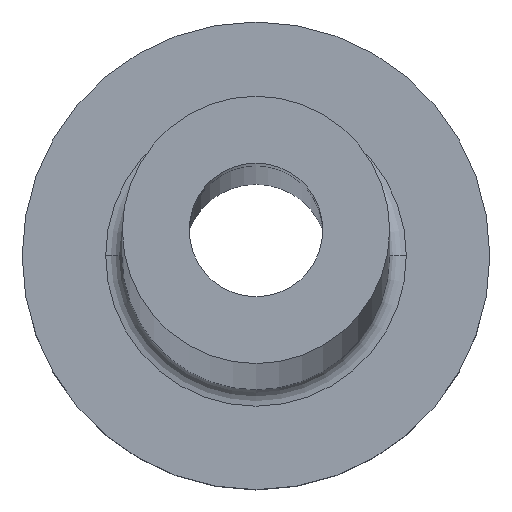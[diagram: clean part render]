
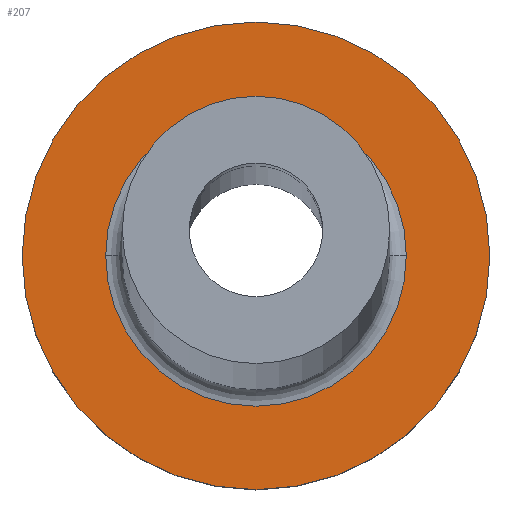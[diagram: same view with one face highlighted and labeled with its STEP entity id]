
A CAD part, top view. The second image highlights one B-rep face of the part: STEP entity #207.
In plain terms, the highlighted planar face has unit normal (0, 0, 1).
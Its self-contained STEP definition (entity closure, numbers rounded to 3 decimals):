
#22 = EDGE_CURVE ( 'NONE', #83, #406, #255, .T. ) ;
#26 = CARTESIAN_POINT ( 'NONE',  ( -4.5, 0., 5. ) ) ;
#68 = PLANE ( 'NONE',  #386 ) ;
#83 = VERTEX_POINT ( 'NONE', #325 ) ;
#95 = AXIS2_PLACEMENT_3D ( 'NONE', #148, #397, #428 ) ;
#117 = VERTEX_POINT ( 'NONE', #26 ) ;
#133 = DIRECTION ( 'NONE',  ( 1., 0., 0. ) ) ;
#144 = EDGE_CURVE ( 'NONE', #232, #117, #370, .T. ) ;
#148 = CARTESIAN_POINT ( 'NONE',  ( 0., 0., 5. ) ) ;
#152 = CARTESIAN_POINT ( 'NONE',  ( -7., 0., 5. ) ) ;
#177 = DIRECTION ( 'NONE',  ( 0., 0., 1. ) ) ;
#192 = ORIENTED_EDGE ( 'NONE', *, *, #144, .T. ) ;
#207 = ADVANCED_FACE ( 'NONE', ( #353, #388 ), #68, .T. ) ;
#219 = CARTESIAN_POINT ( 'NONE',  ( 0., 0., 5. ) ) ;
#224 = DIRECTION ( 'NONE',  ( 1., 0., 0. ) ) ;
#225 = EDGE_LOOP ( 'NONE', ( #263, #412 ) ) ;
#232 = VERTEX_POINT ( 'NONE', #285 ) ;
#235 = CARTESIAN_POINT ( 'NONE',  ( 0., 0., 5. ) ) ;
#245 = DIRECTION ( 'NONE',  ( 0., 0., 1. ) ) ;
#255 = CIRCLE ( 'NONE', #324, 7. ) ;
#263 = ORIENTED_EDGE ( 'NONE', *, *, #391, .T. ) ;
#282 = DIRECTION ( 'NONE',  ( 1., 0., 0. ) ) ;
#285 = CARTESIAN_POINT ( 'NONE',  ( 4.5, 0., 5. ) ) ;
#290 = EDGE_CURVE ( 'NONE', #117, #232, #449, .T. ) ;
#318 = DIRECTION ( 'NONE',  ( 1., 0., 0. ) ) ;
#324 = AXIS2_PLACEMENT_3D ( 'NONE', #235, #245, #133 ) ;
#325 = CARTESIAN_POINT ( 'NONE',  ( 7., 0., 5. ) ) ;
#353 = FACE_BOUND ( 'NONE', #367, .T. ) ;
#354 = DIRECTION ( 'NONE',  ( 0., 0., -1. ) ) ;
#359 = DIRECTION ( 'NONE',  ( 0., 0., -1. ) ) ;
#363 = CARTESIAN_POINT ( 'NONE',  ( 0., 0., 5. ) ) ;
#367 = EDGE_LOOP ( 'NONE', ( #192, #437 ) ) ;
#370 = CIRCLE ( 'NONE', #407, 4.5 ) ;
#386 = AXIS2_PLACEMENT_3D ( 'NONE', #219, #177, #318 ) ;
#388 = FACE_OUTER_BOUND ( 'NONE', #225, .T. ) ;
#391 = EDGE_CURVE ( 'NONE', #406, #83, #422, .T. ) ;
#397 = DIRECTION ( 'NONE',  ( 0., 0., 1. ) ) ;
#406 = VERTEX_POINT ( 'NONE', #152 ) ;
#407 = AXIS2_PLACEMENT_3D ( 'NONE', #453, #354, #282 ) ;
#412 = ORIENTED_EDGE ( 'NONE', *, *, #22, .T. ) ;
#421 = AXIS2_PLACEMENT_3D ( 'NONE', #363, #359, #224 ) ;
#422 = CIRCLE ( 'NONE', #95, 7. ) ;
#428 = DIRECTION ( 'NONE',  ( 1., 0., 0. ) ) ;
#437 = ORIENTED_EDGE ( 'NONE', *, *, #290, .T. ) ;
#449 = CIRCLE ( 'NONE', #421, 4.5 ) ;
#453 = CARTESIAN_POINT ( 'NONE',  ( 0., 0., 5. ) ) ;
